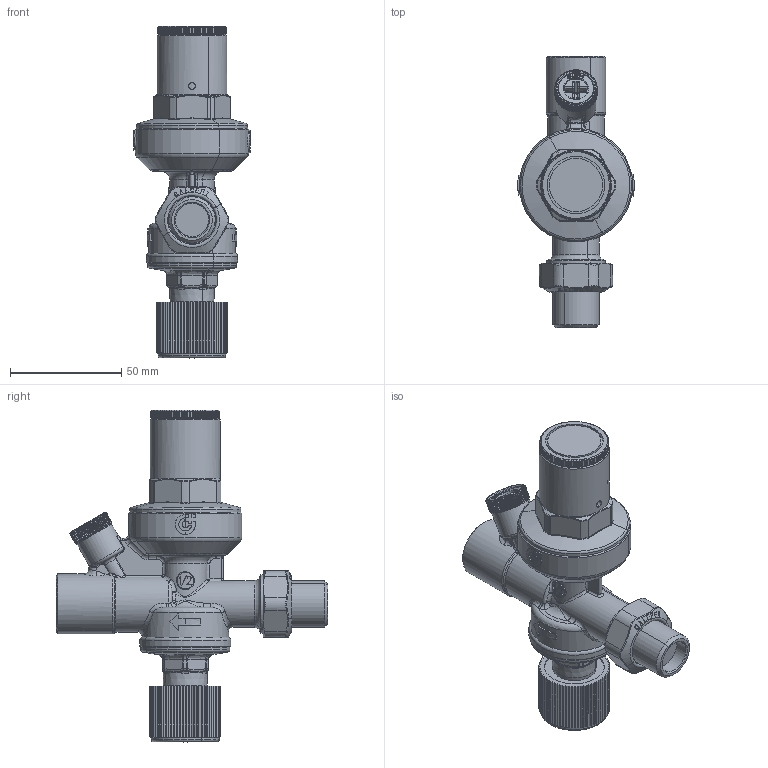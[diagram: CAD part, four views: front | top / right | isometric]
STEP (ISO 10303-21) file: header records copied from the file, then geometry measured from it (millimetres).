
FILE_DESCRIPTION(('CATIA V5 STEP Exchange','CAx-IF Rec.Pracs.--- Model Styling and Organization---1.2---2011-12-15'),'2;1');
FILE_NAME('553040 (STP).stp','2016-11-21T10:52:13+00:00',('none'),('none'),'CATIA Version 5-6 Release 2014 SP5','CATIA V5 STEP AP214','none');
FILE_SCHEMA(('AUTOMOTIVE_DESIGN { 1 0 10303 214 1 1 1 1 }'));
Length unit declared in the file: millimetre
Products named in the file (1): 553040 TST
Bounding box: 52.4 x 122 x 149.42 mm (x, y, z)
Volume: 178197.4 mm3; surface area: 41390.1 mm2
Topology: 1 solids, 14 shells, 2071 faces, 5552 edges, 3531 vertices
Faces by surface type: plane 1241, cylinder 352, bspline 205, cone 116, torus 107, sphere 31, extrusion 16, revolution 3
Entity records: 77127 total; most frequent: CARTESIAN_POINT 31794, ORIENTED_EDGE 11030, DIRECTION 6409, EDGE_CURVE 5515, VERTEX_POINT 3531, VECTOR 2656, LINE 2640, AXIS2_PLACEMENT_3D 2398
